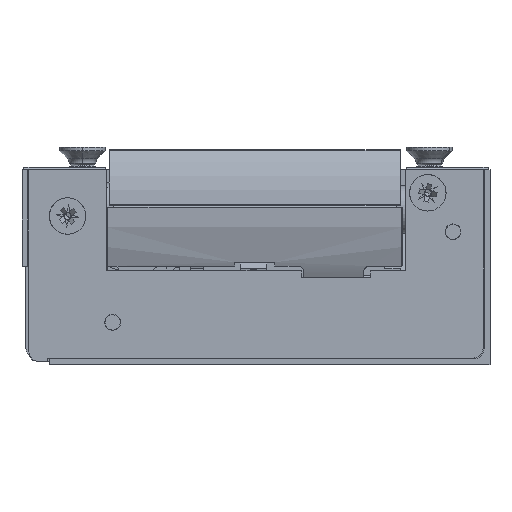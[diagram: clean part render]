
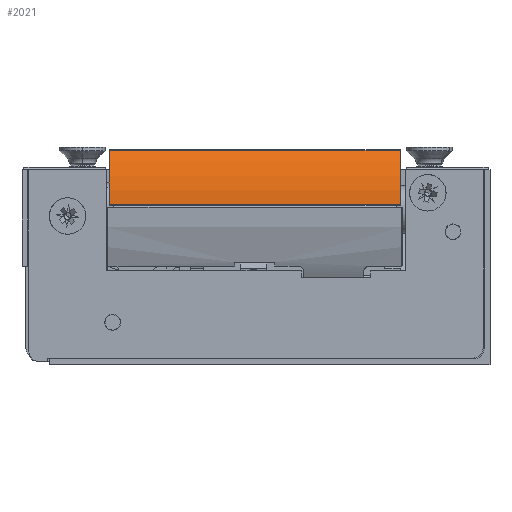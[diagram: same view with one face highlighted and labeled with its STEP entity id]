
A CAD part, left-side view. The second image highlights one B-rep face of the part: STEP entity #2021.
In plain terms, the highlighted cylindrical face has radius 13.7 mm (diameter 27.4 mm), a partial arc.
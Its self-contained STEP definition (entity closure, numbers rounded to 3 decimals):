
#215 = EDGE_CURVE ( 'NONE', #33055, #5225, #5085, .T. ) ;
#1214 = AXIS2_PLACEMENT_3D ( 'NONE', #21518, #16750, #17676 ) ;
#1700 = DIRECTION ( 'NONE',  ( -1., 0., 0. ) ) ;
#2021 = ADVANCED_FACE ( 'NONE', ( #9264 ), #45406, .T. ) ;
#3245 = CARTESIAN_POINT ( 'NONE',  ( 22.35, 0.792, 14. ) ) ;
#5085 = LINE ( 'NONE', #12277, #10555 ) ;
#5225 = VERTEX_POINT ( 'NONE', #24367 ) ;
#6683 = ORIENTED_EDGE ( 'NONE', *, *, #215, .T. ) ;
#9264 = FACE_OUTER_BOUND ( 'NONE', #27415, .T. ) ;
#10102 = ORIENTED_EDGE ( 'NONE', *, *, #36866, .T. ) ;
#10555 = VECTOR ( 'NONE', #1700, 1000. ) ;
#10934 = LINE ( 'NONE', #3245, #19497 ) ;
#11936 = CIRCLE ( 'NONE', #1214, 13.7 ) ;
#12277 = CARTESIAN_POINT ( 'NONE',  ( 22.35, 9.081, 11.138 ) ) ;
#12957 = EDGE_CURVE ( 'NONE', #5225, #20767, #11936, .T. ) ;
#13796 = ORIENTED_EDGE ( 'NONE', *, *, #12957, .T. ) ;
#13950 = CIRCLE ( 'NONE', #40651, 13.7 ) ;
#15191 = DIRECTION ( 'NONE',  ( 0., 0., -1. ) ) ;
#16750 = DIRECTION ( 'NONE',  ( 1., 0., 0. ) ) ;
#16999 = CARTESIAN_POINT ( 'NONE',  ( 22., 0.792, 14. ) ) ;
#17416 = VERTEX_POINT ( 'NONE', #16999 ) ;
#17676 = DIRECTION ( 'NONE',  ( 0., 0., -1. ) ) ;
#18783 = CARTESIAN_POINT ( 'NONE',  ( 22., 0.7, 0.3 ) ) ;
#19497 = VECTOR ( 'NONE', #39876, 1000. ) ;
#20767 = VERTEX_POINT ( 'NONE', #42522 ) ;
#21518 = CARTESIAN_POINT ( 'NONE',  ( -22., 0.7, 0.3 ) ) ;
#23084 = CARTESIAN_POINT ( 'NONE',  ( 22., 9.081, 11.138 ) ) ;
#23871 = DIRECTION ( 'NONE',  ( 0., 0., -1. ) ) ;
#24367 = CARTESIAN_POINT ( 'NONE',  ( -22., 9.081, 11.138 ) ) ;
#27415 = EDGE_LOOP ( 'NONE', ( #32022, #6683, #13796, #10102 ) ) ;
#31074 = EDGE_CURVE ( 'NONE', #17416, #33055, #13950, .T. ) ;
#32022 = ORIENTED_EDGE ( 'NONE', *, *, #31074, .T. ) ;
#33055 = VERTEX_POINT ( 'NONE', #23084 ) ;
#33388 = DIRECTION ( 'NONE',  ( -1., 0., 0. ) ) ;
#36866 = EDGE_CURVE ( 'NONE', #20767, #17416, #10934, .T. ) ;
#38461 = DIRECTION ( 'NONE',  ( 1., 0., 0. ) ) ;
#38696 = CARTESIAN_POINT ( 'NONE',  ( 22.35, 0.7, 0.3 ) ) ;
#39876 = DIRECTION ( 'NONE',  ( 1., 0., 0. ) ) ;
#40651 = AXIS2_PLACEMENT_3D ( 'NONE', #18783, #33388, #15191 ) ;
#42522 = CARTESIAN_POINT ( 'NONE',  ( -22., 0.792, 14. ) ) ;
#45406 = CYLINDRICAL_SURFACE ( 'NONE', #46588, 13.7 ) ;
#46588 = AXIS2_PLACEMENT_3D ( 'NONE', #38696, #38461, #23871 ) ;
